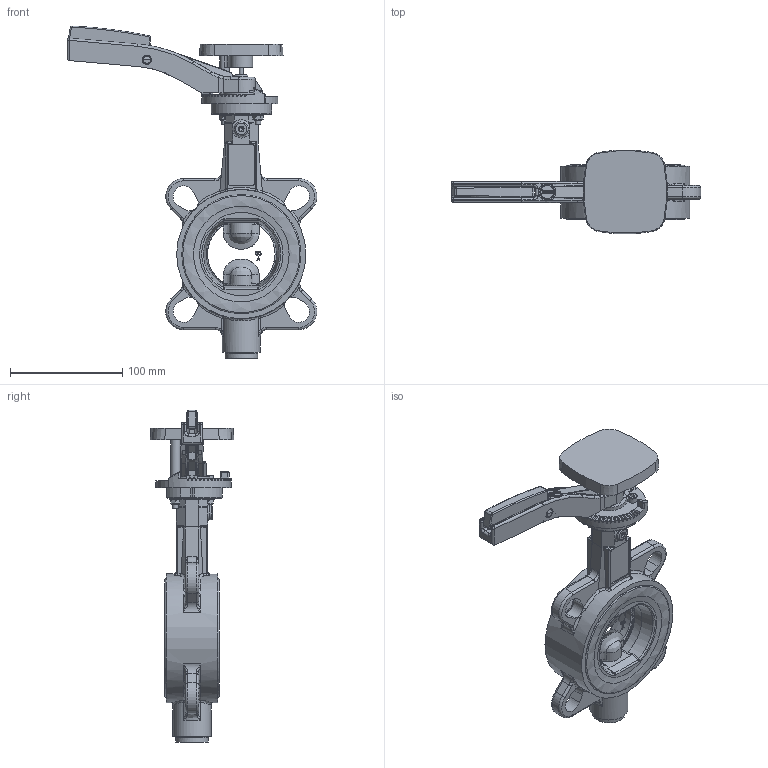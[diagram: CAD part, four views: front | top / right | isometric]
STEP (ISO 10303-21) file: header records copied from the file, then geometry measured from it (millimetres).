
FILE_DESCRIPTION((''),'2;1');
FILE_NAME('Z11Z-065-0008.stp','2009-01-28T11:16:14',('hellwig'),(''),'Autodesk Inventor 2008','Autodesk Inventor 2008','');
FILE_SCHEMA(('AUTOMOTIVE_DESIGN { 1 0 10303 214 1 1 1 1 }'));
Length unit declared in the file: millimetre
Products named in the file (1): Bauteil2
Bounding box: 222.24 x 74.5 x 295.61 mm (x, y, z)
Volume: 611603 mm3; surface area: 172118.7 mm2
Topology: 18 solids, 21 shells, 1800 faces, 4762 edges, 2995 vertices
Faces by surface type: plane 647, bspline 546, cylinder 437, cone 87, torus 72, sphere 11
Full cylindrical faces by diameter (mm): 2.5 x1, 3 x4, 4 x3, 4.5 x2, 5 x4, 5.3 x2, 5.5 x2, 6 x1, 6.45 x1, 8 x2, 8.2 x2, 8.5 x2, 9.5 x2, 9.8 x1, 11 x2, 12 x1, 12.2 x3, 13.8 x1, 14 x8, 14.2 x1, 15 x2, 15.2 x1, 16 x1, 16.2 x1, 20.95 x3, 24.3 x1, 25 x1, 26 x1, 28.9 x1, 29 x2
Entity records: 77434 total; most frequent: CARTESIAN_POINT 35173, ORIENTED_EDGE 8892, DIRECTION 7514, EDGE_CURVE 4446, VERTEX_POINT 2910, AXIS2_PLACEMENT_3D 2817, EDGE_LOOP 2102, VECTOR 1880
